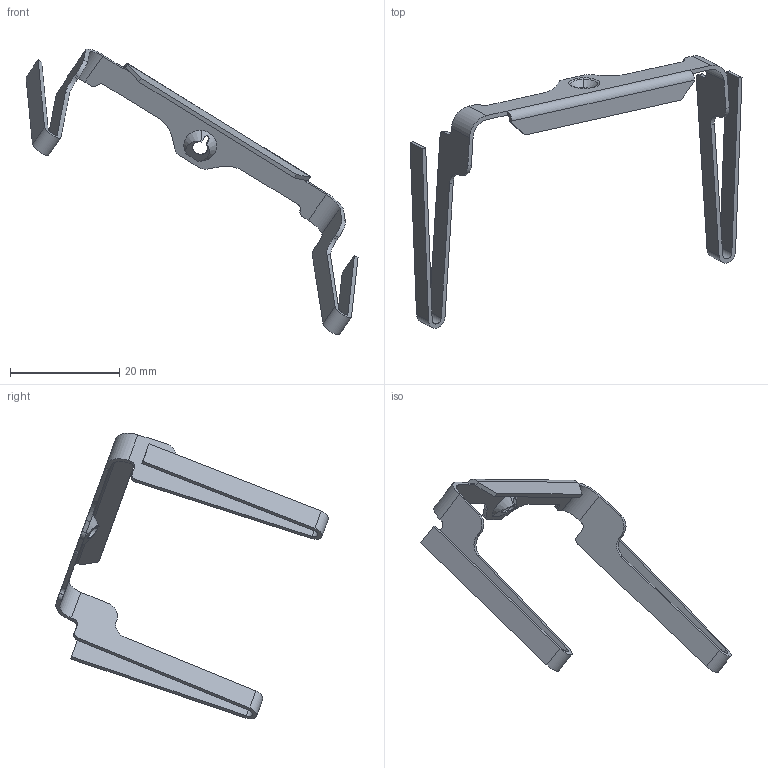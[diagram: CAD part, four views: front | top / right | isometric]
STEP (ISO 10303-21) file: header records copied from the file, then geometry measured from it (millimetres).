
FILE_DESCRIPTION(('CATIA V5 STEP Exchange'),'2;1');
FILE_NAME('25GS.stp','2024-02-23T07:25:01+00:00',('none'),('none'),'CATIA Version 5-6 Release 2016 SP6','CATIA V5 STEP AP203','none');
FILE_SCHEMA(('CONFIG_CONTROL_DESIGN'));
Length unit declared in the file: millimetre
Products named in the file (1): 25GS
Assembly tree (1 placements, depth 2):
  25GS
    #57
Bounding box: 60.68 x 49.81 x 52.25 mm (x, y, z)
Volume: 949.1 mm3; surface area: 2751.8 mm2
Topology: 1 solids, 1 shells, 80 faces, 228 edges, 150 vertices
Faces by surface type: plane 41, cylinder 31, cone 6, torus 2
Entity records: 2700 total; most frequent: CARTESIAN_POINT 659, ORIENTED_EDGE 456, DIRECTION 337, EDGE_CURVE 228, VERTEX_POINT 150, VECTOR 145, LINE 145, AXIS2_PLACEMENT_3D 125
